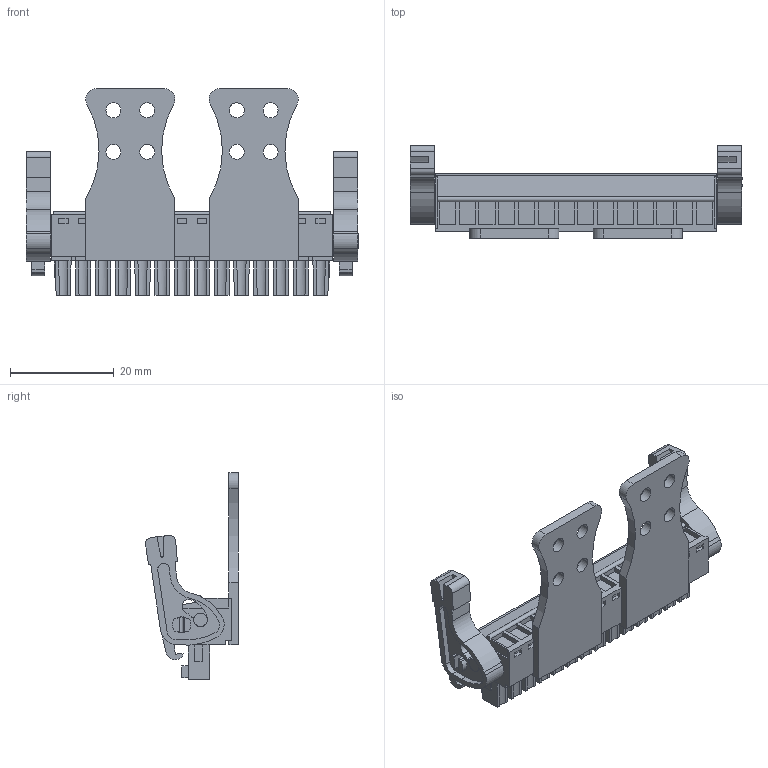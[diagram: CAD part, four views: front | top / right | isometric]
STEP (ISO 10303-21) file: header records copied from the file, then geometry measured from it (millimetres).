
FILE_DESCRIPTION(('CATIA V5R24 STEP','CAx-IF Rec.Pracs.--- Model Styling and Organization---1.2---2011-12-15'),'2;1');
FILE_NAME ('D1462194_0_2442280000_2442280000.stp','2017-10-04T14:00:45+00:00',('none'),('Weidmueller'),'CATIA Version 5-6 Release 2014 SP4 HF52','CATIA V5 STEP AP214','none');
FILE_SCHEMA(('AUTOMOTIVE_DESIGN { 1 0 10303 214 1 1 1 1 }'));
Length unit declared in the file: millimetre
Products named in the file (1): 2442280000
Bounding box: 63.93 x 17.9 x 39.75 mm (x, y, z)
Volume: 8297.8 mm3; surface area: 9171.4 mm2
Topology: 19 solids, 19 shells, 910 faces, 2368 edges, 1566 vertices
Faces by surface type: plane 687, cylinder 223
Entity records: 26448 total; most frequent: ORIENTED_EDGE 4720, CARTESIAN_POINT 4713, DIRECTION 3470, EDGE_CURVE 2360, VECTOR 1808, LINE 1808, VERTEX_POINT 1564, AXIS2_PLACEMENT_3D 1084
